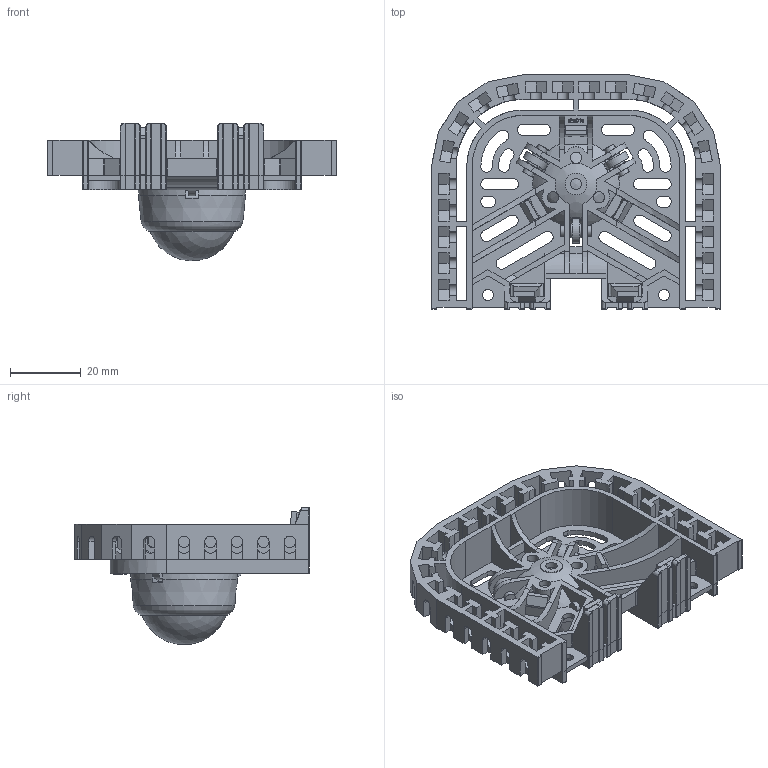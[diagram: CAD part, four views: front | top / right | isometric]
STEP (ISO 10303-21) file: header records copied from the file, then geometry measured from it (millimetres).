
FILE_DESCRIPTION (( 'STEP AP214' ), '1' );
FILE_NAME ('balboa-ball-caster-attachment.step', '2018-01-03T21:27:02', ( '' ), ( '' ), 'SwSTEP 2.0', 'SolidWorks 2016', '' );
FILE_SCHEMA (( 'AUTOMOTIVE_DESIGN' ));
Length unit declared in the file: millimetre
Products named in the file (3): cha01e; ball_caster; balboa-ball-caster-attachment
Assembly tree (2 placements, depth 2):
  balboa-ball-caster-attachment
    cha01e
    ball_caster
Bounding box: 82 x 66.5 x 38.92 mm (x, y, z)
Volume: 30814.8 mm3; surface area: 28433.5 mm2
Topology: 2 solids, 2 shells, 1353 faces, 3942 edges, 2572 vertices
Faces by surface type: plane 825, cylinder 274, bspline 231, sphere 13, torus 9, cone 1
Full cylindrical faces by diameter (mm): 3 x6, 3.2 x6, 4 x6, 6.2 x1, 7 x3
Entity records: 48691 total; most frequent: CARTESIAN_POINT 14068, ORIENTED_EDGE 7822, DIRECTION 6100, EDGE_CURVE 3911, LINE 2822, VECTOR 2822, VERTEX_POINT 2565, AXIS2_PLACEMENT_3D 1639
